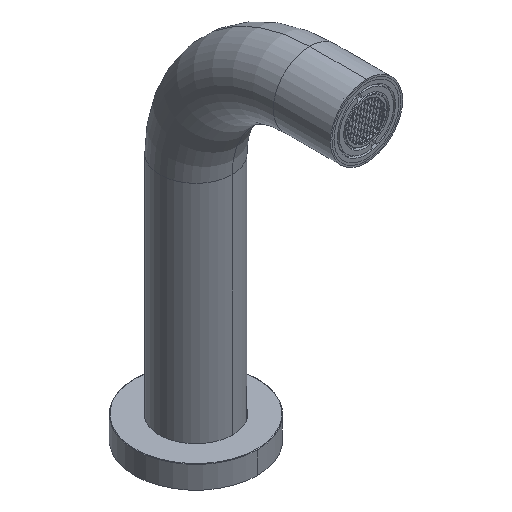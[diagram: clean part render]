
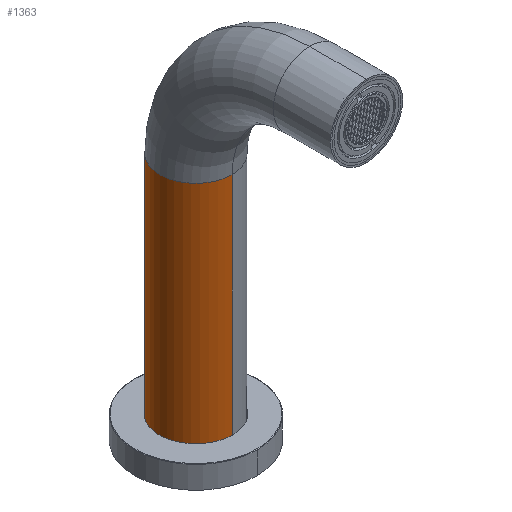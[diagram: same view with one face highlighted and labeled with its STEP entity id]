
A CAD part, isometric view. The second image highlights one B-rep face of the part: STEP entity #1363.
In plain terms, the highlighted cylindrical face has radius 15.9 mm (diameter 31.8 mm), a partial arc.
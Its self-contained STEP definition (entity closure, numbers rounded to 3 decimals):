
#983 = DIRECTION ( 'NONE',  ( 0., 0., -1. ) ) ;
#1122 = VERTEX_POINT ( 'NONE', #12378 ) ;
#1148 = VERTEX_POINT ( 'NONE', #8209 ) ;
#1256 = LINE ( 'NONE', #7762, #18983 ) ;
#1363 = ADVANCED_FACE ( 'NONE', ( #16742 ), #2881, .T. ) ;
#2881 = CYLINDRICAL_SURFACE ( 'NONE', #16667, 15.9 ) ;
#3124 = VERTEX_POINT ( 'NONE', #17999 ) ;
#3345 = EDGE_CURVE ( 'NONE', #1148, #13093, #7617, .T. ) ;
#3936 = EDGE_LOOP ( 'NONE', ( #6901, #18862, #14874, #17393 ) ) ;
#4958 = DIRECTION ( 'NONE',  ( -1., 0., 0. ) ) ;
#5055 = CARTESIAN_POINT ( 'NONE',  ( 0., 0., 109. ) ) ;
#6901 = ORIENTED_EDGE ( 'NONE', *, *, #18063, .F. ) ;
#7070 = DIRECTION ( 'NONE',  ( -1., 0., 0. ) ) ;
#7617 = CIRCLE ( 'NONE', #10221, 15.9 ) ;
#7762 = CARTESIAN_POINT ( 'NONE',  ( 0., 15.9, 109. ) ) ;
#8209 = CARTESIAN_POINT ( 'NONE',  ( 0., -15.9, 4. ) ) ;
#8888 = AXIS2_PLACEMENT_3D ( 'NONE', #5055, #17585, #4958 ) ;
#9833 = VECTOR ( 'NONE', #18702, 1000. ) ;
#10047 = CARTESIAN_POINT ( 'NONE',  ( 0., 0., 4. ) ) ;
#10221 = AXIS2_PLACEMENT_3D ( 'NONE', #10047, #983, #7070 ) ;
#12156 = CIRCLE ( 'NONE', #8888, 15.9 ) ;
#12378 = CARTESIAN_POINT ( 'NONE',  ( 0., -15.9, 109. ) ) ;
#12856 = CARTESIAN_POINT ( 'NONE',  ( 0., -15.9, 109. ) ) ;
#13093 = VERTEX_POINT ( 'NONE', #16830 ) ;
#14091 = LINE ( 'NONE', #12856, #9833 ) ;
#14874 = ORIENTED_EDGE ( 'NONE', *, *, #19168, .T. ) ;
#15204 = DIRECTION ( 'NONE',  ( 0., 0., -1. ) ) ;
#16645 = CARTESIAN_POINT ( 'NONE',  ( 0., 0., 109. ) ) ;
#16667 = AXIS2_PLACEMENT_3D ( 'NONE', #16645, #15204, #19591 ) ;
#16742 = FACE_OUTER_BOUND ( 'NONE', #3936, .T. ) ;
#16830 = CARTESIAN_POINT ( 'NONE',  ( 0., 15.9, 4. ) ) ;
#17393 = ORIENTED_EDGE ( 'NONE', *, *, #3345, .F. ) ;
#17585 = DIRECTION ( 'NONE',  ( 0., 0., -1. ) ) ;
#17866 = EDGE_CURVE ( 'NONE', #1122, #3124, #12156, .T. ) ;
#17999 = CARTESIAN_POINT ( 'NONE',  ( 0., 15.9, 109. ) ) ;
#18063 = EDGE_CURVE ( 'NONE', #1122, #1148, #14091, .T. ) ;
#18702 = DIRECTION ( 'NONE',  ( 0., 0., -1. ) ) ;
#18862 = ORIENTED_EDGE ( 'NONE', *, *, #17866, .T. ) ;
#18983 = VECTOR ( 'NONE', #19682, 1000. ) ;
#19168 = EDGE_CURVE ( 'NONE', #3124, #13093, #1256, .T. ) ;
#19591 = DIRECTION ( 'NONE',  ( 0., 1., 0. ) ) ;
#19682 = DIRECTION ( 'NONE',  ( 0., 0., -1. ) ) ;
